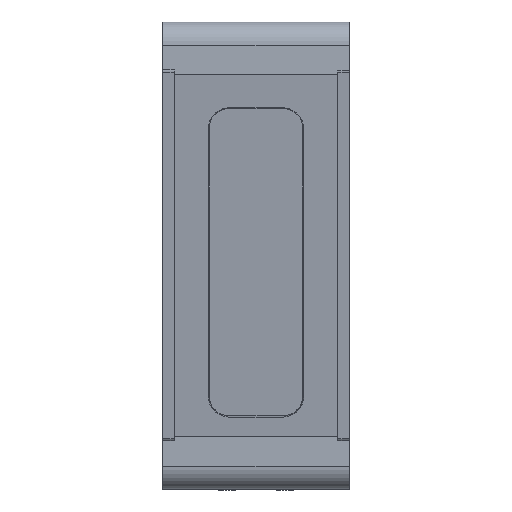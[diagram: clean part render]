
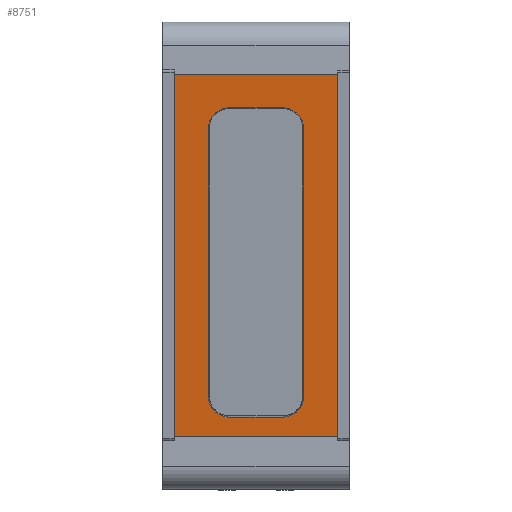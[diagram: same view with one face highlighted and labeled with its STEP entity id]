
A CAD part, left-side view. The second image highlights one B-rep face of the part: STEP entity #8751.
In plain terms, the highlighted planar face has unit normal (-0.992, 0, -0.128).
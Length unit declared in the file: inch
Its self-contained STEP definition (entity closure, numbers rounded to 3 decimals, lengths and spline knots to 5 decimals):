
#185=DIRECTION('',(0.,1.,0.));
#186=VECTOR('',#185,1.10236);
#187=CARTESIAN_POINT('',(0.,0.07874,-0.35433));
#188=LINE('',#187,#186);
#3481=DIRECTION('',(-0.128,0.,0.992));
#3482=VECTOR('',#3481,1.40639);
#3483=CARTESIAN_POINT('',(0.17998,1.1811,
-1.74916));
#3484=LINE('',#3483,#3482);
#3485=DIRECTION('',(-0.128,0.,0.992));
#3486=VECTOR('',#3485,1.40639);
#3487=CARTESIAN_POINT('',(0.17998,0.07874,
-1.74916));
#3488=LINE('',#3487,#3486);
#3489=DIRECTION('',(-0.128,0.,0.992));
#3490=VECTOR('',#3489,1.05479);
#3491=CARTESIAN_POINT('',(0.31496,0.07874,
-2.79528));
#3492=LINE('',#3491,#3490);
#3493=DIRECTION('',(0.,1.,0.));
#3494=VECTOR('',#3493,1.10236);
#3495=CARTESIAN_POINT('',(0.31496,0.07874,
-2.79528));
#3496=LINE('',#3495,#3494);
#3497=DIRECTION('',(-0.128,0.,0.992));
#3498=VECTOR('',#3497,1.05479);
#3499=CARTESIAN_POINT('',(0.31496,1.1811,
-2.79528));
#3500=LINE('',#3499,#3498);
#3501=DIRECTION('',(0.,-1.,0.));
#3502=VECTOR('',#3501,0.35118);
#3503=CARTESIAN_POINT('',(0.29782,0.80551,
-2.66247));
#3504=LINE('',#3503,#3502);
#3505=DIRECTION('',(-0.128,0.,0.992));
#3506=VECTOR('',#3505,1.80787);
#3507=CARTESIAN_POINT('',(0.27898,0.30709,
-2.51644));
#3508=LINE('',#3507,#3506);
#3509=DIRECTION('',(0.,1.,0.));
#3510=VECTOR('',#3509,0.35118);
#3511=CARTESIAN_POINT('',(0.02878,0.45433,
-0.57739));
#3512=LINE('',#3511,#3510);
#3513=DIRECTION('',(0.128,0.,-0.992));
#3514=VECTOR('',#3513,1.80787);
#3515=CARTESIAN_POINT('',(0.04763,0.95276,
-0.72343));
#3516=LINE('',#3515,#3514);
#3529=CARTESIAN_POINT('',(0.27898,0.80551,
-2.51644));
#3530=DIRECTION('',(0.992,0.,0.128));
#3531=DIRECTION('',(0.128,0.,-0.992));
#3532=AXIS2_PLACEMENT_3D('',#3529,#3530,#3531);
#3614=CARTESIAN_POINT('',(0.04763,0.80551,
-0.72343));
#3615=DIRECTION('',(0.992,0.,0.128));
#3616=DIRECTION('',(0.,1.,0.));
#3617=AXIS2_PLACEMENT_3D('',#3614,#3615,#3616);
#3627=CARTESIAN_POINT('',(0.04763,0.45433,
-0.72343));
#3628=DIRECTION('',(0.992,0.,0.128));
#3629=DIRECTION('',(-0.128,0.,0.992));
#3630=AXIS2_PLACEMENT_3D('',#3627,#3628,#3629);
#3640=CARTESIAN_POINT('',(0.27898,0.45433,
-2.51644));
#3641=DIRECTION('',(0.992,0.,0.128));
#3642=DIRECTION('',(0.,-1.,0.));
#3643=AXIS2_PLACEMENT_3D('',#3640,#3641,#3642);
#6337=CARTESIAN_POINT('',(0.,0.07874,-0.35433));
#6338=CARTESIAN_POINT('',(0.,1.1811,-0.35433));
#6339=VERTEX_POINT('',#6337);
#6340=VERTEX_POINT('',#6338);
#6511=CARTESIAN_POINT('',(0.29782,0.80551,
-2.66247));
#6512=VERTEX_POINT('',#6511);
#6513=CARTESIAN_POINT('',(0.27898,0.95276,
-2.51644));
#6514=VERTEX_POINT('',#6513);
#6519=CARTESIAN_POINT('',(0.27898,0.30709,
-2.51644));
#6520=VERTEX_POINT('',#6519);
#6521=CARTESIAN_POINT('',(0.29782,0.45433,
-2.66247));
#6522=VERTEX_POINT('',#6521);
#6527=CARTESIAN_POINT('',(0.04763,0.95276,
-0.72343));
#6528=VERTEX_POINT('',#6527);
#6529=CARTESIAN_POINT('',(0.02878,0.80551,
-0.57739));
#6530=VERTEX_POINT('',#6529);
#6535=CARTESIAN_POINT('',(0.02878,0.45433,
-0.57739));
#6536=VERTEX_POINT('',#6535);
#6537=CARTESIAN_POINT('',(0.04763,0.30709,
-0.72343));
#6538=VERTEX_POINT('',#6537);
#6642=CARTESIAN_POINT('',(0.31496,0.07874,
-2.79528));
#6644=VERTEX_POINT('',#6642);
#6645=CARTESIAN_POINT('',(0.17998,0.07874,
-1.74916));
#6646=VERTEX_POINT('',#6645);
#6772=CARTESIAN_POINT('',(0.31496,1.1811,
-2.79528));
#6774=VERTEX_POINT('',#6772);
#6775=CARTESIAN_POINT('',(0.17998,1.1811,
-1.74916));
#6776=VERTEX_POINT('',#6775);
#8719=CARTESIAN_POINT('',(0.31496,0.,-2.79528));
#8720=DIRECTION('',(-0.992,0.,-0.128));
#8721=DIRECTION('',(-0.128,0.,0.992));
#8722=AXIS2_PLACEMENT_3D('',#8719,#8720,#8721);
#8723=PLANE('',#8722);
#8724=ORIENTED_EDGE('',*,*,#7510,.T.);
#8725=ORIENTED_EDGE('',*,*,#7534,.F.);
#8726=ORIENTED_EDGE('',*,*,#7658,.F.);
#8728=ORIENTED_EDGE('',*,*,#8727,.F.);
#8729=ORIENTED_EDGE('',*,*,#8689,.T.);
#8730=ORIENTED_EDGE('',*,*,#8714,.T.);
#8731=EDGE_LOOP('',(#8724,#8725,#8726,#8728,#8729,#8730));
#8732=FACE_OUTER_BOUND('',#8731,.F.);
#8734=ORIENTED_EDGE('',*,*,#8733,.T.);
#8736=ORIENTED_EDGE('',*,*,#8735,.F.);
#8738=ORIENTED_EDGE('',*,*,#8737,.T.);
#8740=ORIENTED_EDGE('',*,*,#8739,.F.);
#8742=ORIENTED_EDGE('',*,*,#8741,.T.);
#8744=ORIENTED_EDGE('',*,*,#8743,.F.);
#8746=ORIENTED_EDGE('',*,*,#8745,.T.);
#8748=ORIENTED_EDGE('',*,*,#8747,.F.);
#8749=EDGE_LOOP('',(#8734,#8736,#8738,#8740,#8742,#8744,#8746,#8748));
#8750=FACE_BOUND('',#8749,.F.);
#8751=ADVANCED_FACE('',(#8732,#8750),#8723,.T.);
#3533=CIRCLE('',#3532,0.14724);
#3618=CIRCLE('',#3617,0.14724);
#3631=CIRCLE('',#3630,0.14724);
#3644=CIRCLE('',#3643,0.14724);
#7510=EDGE_CURVE('',#6776,#6340,#3484,.T.);
#7534=EDGE_CURVE('',#6339,#6340,#188,.T.);
#7658=EDGE_CURVE('',#6646,#6339,#3488,.T.);
#8689=EDGE_CURVE('',#6644,#6774,#3496,.T.);
#8714=EDGE_CURVE('',#6774,#6776,#3500,.T.);
#8727=EDGE_CURVE('',#6644,#6646,#3492,.T.);
#8733=EDGE_CURVE('',#6512,#6522,#3504,.T.);
#8735=EDGE_CURVE('',#6520,#6522,#3644,.T.);
#8737=EDGE_CURVE('',#6520,#6538,#3508,.T.);
#8739=EDGE_CURVE('',#6536,#6538,#3631,.T.);
#8741=EDGE_CURVE('',#6536,#6530,#3512,.T.);
#8743=EDGE_CURVE('',#6528,#6530,#3618,.T.);
#8745=EDGE_CURVE('',#6528,#6514,#3516,.T.);
#8747=EDGE_CURVE('',#6512,#6514,#3533,.T.);
